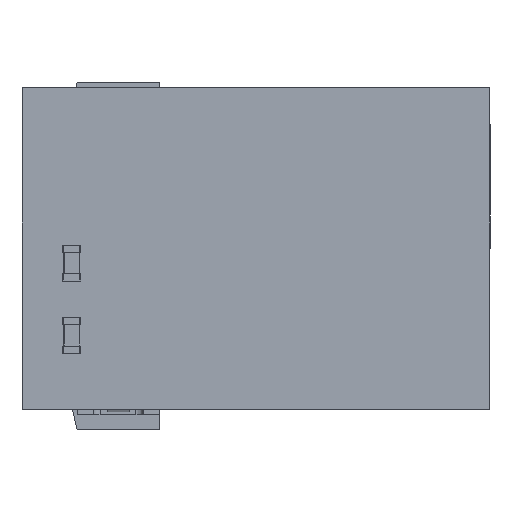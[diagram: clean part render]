
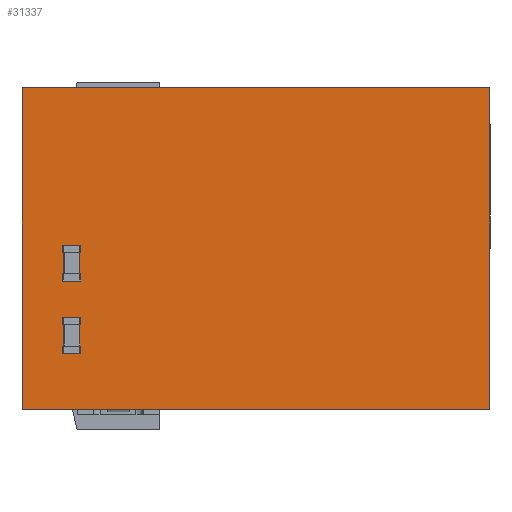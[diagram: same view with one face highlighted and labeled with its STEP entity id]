
A CAD part, top view. The second image highlights one B-rep face of the part: STEP entity #31337.
In plain terms, the highlighted planar face has unit normal (0, 0, 1).
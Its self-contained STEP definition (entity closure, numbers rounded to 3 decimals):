
#31208 = VERTEX_POINT('',#31209);
#31209 = CARTESIAN_POINT('',(6.55,-4.5,1.6));
#31215 = EDGE_CURVE('',#31208,#31216,#31218,.T.);
#31216 = VERTEX_POINT('',#31217);
#31217 = CARTESIAN_POINT('',(-6.55,-4.5,1.6));
#31218 = LINE('',#31219,#31220);
#31219 = CARTESIAN_POINT('',(6.55,-4.5,1.6));
#31220 = VECTOR('',#31221,1.);
#31221 = DIRECTION('',(-1.,0.,0.));
#31246 = EDGE_CURVE('',#31216,#31247,#31249,.T.);
#31247 = VERTEX_POINT('',#31248);
#31248 = CARTESIAN_POINT('',(-6.55,4.5,1.6));
#31249 = LINE('',#31250,#31251);
#31250 = CARTESIAN_POINT('',(-6.55,-4.5,1.6));
#31251 = VECTOR('',#31252,1.);
#31252 = DIRECTION('',(0.,1.,0.));
#31277 = EDGE_CURVE('',#31247,#31278,#31280,.T.);
#31278 = VERTEX_POINT('',#31279);
#31279 = CARTESIAN_POINT('',(6.55,4.5,1.6));
#31280 = LINE('',#31281,#31282);
#31281 = CARTESIAN_POINT('',(-6.55,4.5,1.6));
#31282 = VECTOR('',#31283,1.);
#31283 = DIRECTION('',(1.,0.,0.));
#31308 = EDGE_CURVE('',#31278,#31208,#31309,.T.);
#31309 = LINE('',#31310,#31311);
#31310 = CARTESIAN_POINT('',(6.55,4.5,1.6));
#31311 = VECTOR('',#31312,1.);
#31312 = DIRECTION('',(0.,-1.,0.));
#31337 = ADVANCED_FACE('',(#31338),#31344,.T.);
#31338 = FACE_BOUND('',#31339,.F.);
#31339 = EDGE_LOOP('',(#31340,#31341,#31342,#31343));
#31340 = ORIENTED_EDGE('',*,*,#31215,.T.);
#31341 = ORIENTED_EDGE('',*,*,#31246,.T.);
#31342 = ORIENTED_EDGE('',*,*,#31277,.T.);
#31343 = ORIENTED_EDGE('',*,*,#31308,.T.);
#31344 = PLANE('',#31345);
#31345 = AXIS2_PLACEMENT_3D('',#31346,#31347,#31348);
#31346 = CARTESIAN_POINT('',(0.,0.,1.6));
#31347 = DIRECTION('',(0.,0.,1.));
#31348 = DIRECTION('',(1.,0.,-0.));
